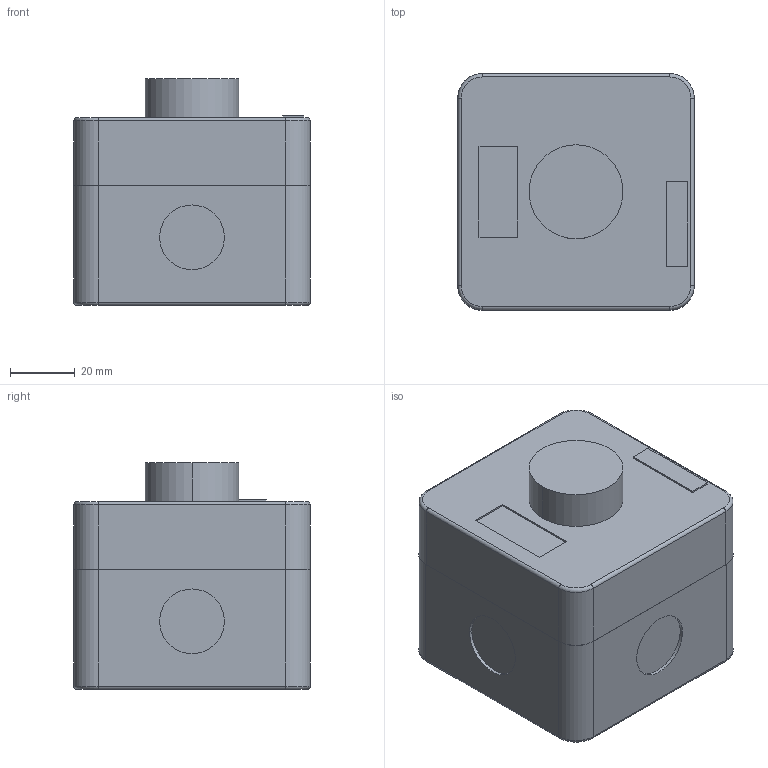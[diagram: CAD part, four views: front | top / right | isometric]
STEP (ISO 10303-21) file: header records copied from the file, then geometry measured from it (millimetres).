
FILE_DESCRIPTION((''),'2;1');
FILE_NAME('LAY5S-HZ_ASM','2024-02-22T',('sipei.wu'),(''),'PRO/ENGINEER BY PARAMETRIC TECHNOLOGY CORPORATION, 2015440','PRO/ENGINEER BY PARAMETRIC TECHNOLOGY CORPORATION, 2015440','');
FILE_SCHEMA(('CONFIG_CONTROL_DESIGN'));
Length unit declared in the file: millimetre
Products named in the file (7): LAY5S-HZDZ; LAY5S-HZG; JIZUO_1; ANNIU_2; DIZUO_1; CDLA6H-BA_ASM; LAY5S-HZ_ASM
Assembly tree (6 placements, depth 3):
  LAY5S-HZ_ASM
    LAY5S-HZDZ
    LAY5S-HZG
    CDLA6H-BA_ASM
      JIZUO_1
      ANNIU_2
      DIZUO_1
Bounding box: 73 x 73 x 70 mm (x, y, z)
Volume: 64190.5 mm3; surface area: 62889.3 mm2
Topology: 5 solids, 5 shells, 287 faces, 778 edges, 510 vertices
Faces by surface type: plane 187, cylinder 82, torus 10, cone 8
Entity records: 9231 total; most frequent: CARTESIAN_POINT 1605, DIRECTION 1587, ORIENTED_EDGE 1556, EDGE_CURVE 778, VECTOR 571, LINE 571, VERTEX_POINT 510, AXIS2_PLACEMENT_3D 508
